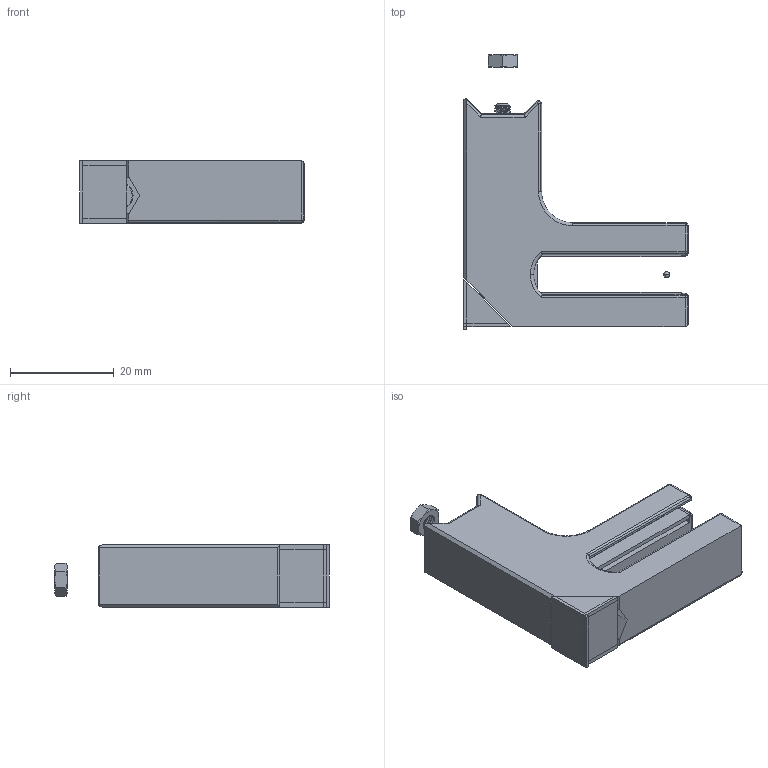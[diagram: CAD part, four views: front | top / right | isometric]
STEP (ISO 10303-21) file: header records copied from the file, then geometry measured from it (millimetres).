
FILE_DESCRIPTION(('STEP AP214'),'1');
FILE_NAME('RailCoreDock.stp','2021-07-21T22:54:32',(' '),(' '),'Spatial InterOp 3D',' ',' ');
FILE_SCHEMA(('automotive_design'));
Length unit declared in the file: inch
Products named in the file (10): 1; 2; 3; 4; 5; 6; 7; 8; 9; 10
Bounding box: 43.23 x 52.86 x 12 mm (x, y, z)
Volume: 9358.7 mm3; surface area: 7380.5 mm2
Topology: 10 solids, 10 shells, 365 faces, 908 edges, 561 vertices
Faces by surface type: cylinder 172, plane 106, cone 50, sphere 24, torus 8, bspline 5
Entity records: 16366 total; most frequent: CARTESIAN_POINT 5141, ORIENTED_EDGE 1808, DIRECTION 1629, EDGE_CURVE 904, AXIS2_PLACEMENT_3D 610, VERTEX_POINT 561, LINE 409, VECTOR 409
